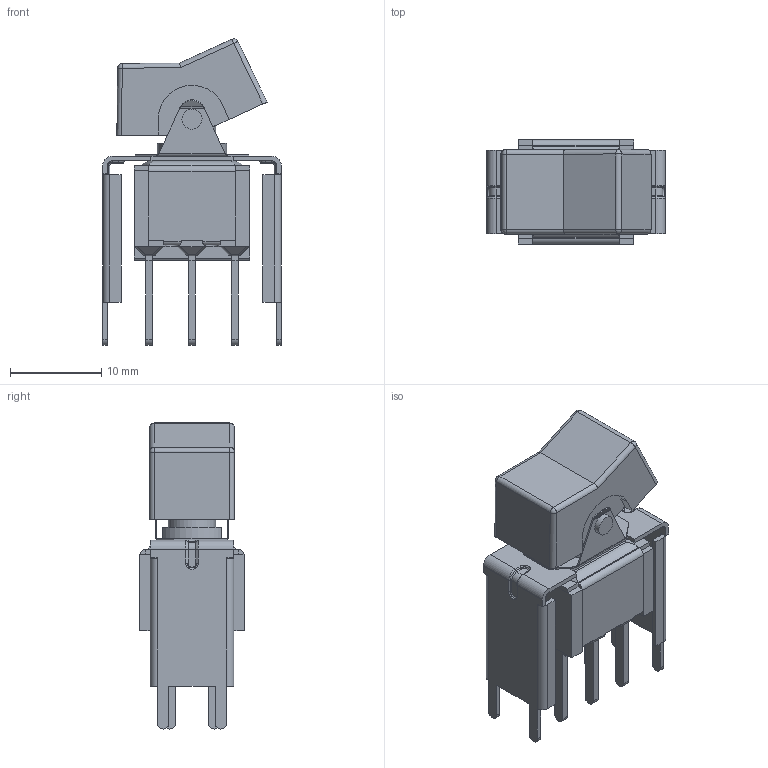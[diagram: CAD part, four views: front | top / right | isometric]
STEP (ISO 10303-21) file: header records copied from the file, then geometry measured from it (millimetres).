
FILE_DESCRIPTION(/* description */ (''),/* implementation_level */ '2;1');
FILE_NAME(/* name */ '300DPxJ1xxxVS5xE.stp',/* time_stamp */ '2025-05-07T09:09:21-05:00',/* author */ ('mroman'),/* organization */ (''),/* preprocessor_version */ 'ST-DEVELOPER v18.1',/* originating_system */ 'Autodesk Inventor 2022',/* authorisation */ '');
FILE_SCHEMA (('AUTOMOTIVE_DESIGN { 1 0 10303 214 3 1 1 }'));
Length unit declared in the file: inch
Products named in the file (1): 300DPxJ1xxxVS5xE
Bounding box: 19.56 x 11.43 x 33.56 mm (x, y, z)
Volume: 1755.6 mm3; surface area: 3851.2 mm2
Topology: 1 solids, 3 shells, 618 faces, 1586 edges, 967 vertices
Faces by surface type: plane 391, cylinder 165, torus 34, sphere 28
Full cylindrical faces by diameter (mm): 2.2 x4, 3.2 x1, 5.2 x1
Entity records: 18333 total; most frequent: CARTESIAN_POINT 3202, DIRECTION 3190, ORIENTED_EDGE 3116, EDGE_CURVE 1558, LINE 1152, VECTOR 1152, AXIS2_PLACEMENT_3D 1019, VERTEX_POINT 967
